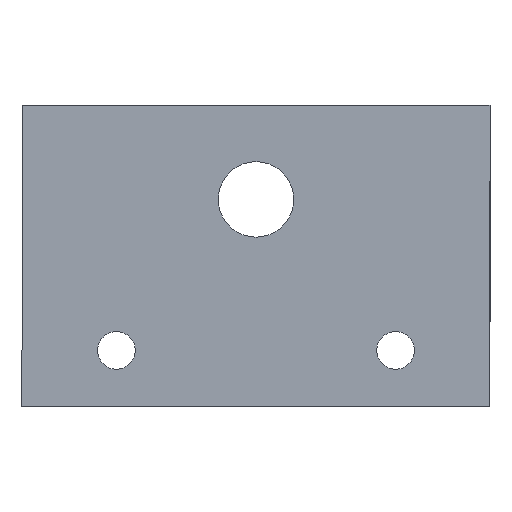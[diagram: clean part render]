
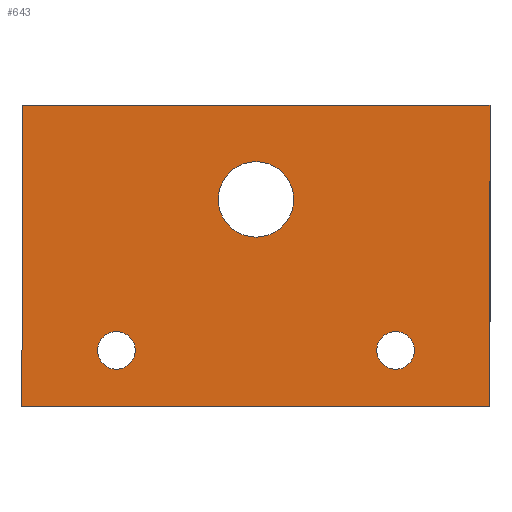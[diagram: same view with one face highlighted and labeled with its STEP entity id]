
A CAD part, front view. The second image highlights one B-rep face of the part: STEP entity #643.
In plain terms, the highlighted planar face has unit normal (0, -1, 0).
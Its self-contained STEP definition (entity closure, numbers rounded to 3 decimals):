
#25=FACE_BOUND('',#107,.T.);
#26=FACE_BOUND('',#108,.T.);
#27=FACE_BOUND('',#109,.T.);
#36=PLANE('',#698);
#70=FACE_OUTER_BOUND('',#106,.T.);
#106=EDGE_LOOP('',(#469,#470,#471,#472));
#107=EDGE_LOOP('',(#473));
#108=EDGE_LOOP('',(#474));
#109=EDGE_LOOP('',(#475));
#153=LINE('',#920,#234);
#154=LINE('',#922,#235);
#155=LINE('',#924,#236);
#156=LINE('',#925,#237);
#234=VECTOR('',#751,10.);
#235=VECTOR('',#752,10.);
#236=VECTOR('',#753,10.);
#237=VECTOR('',#754,10.);
#315=CIRCLE('',#697,1.);
#316=CIRCLE('',#699,0.5);
#317=CIRCLE('',#700,0.5);
#321=VERTEX_POINT('',#914);
#322=VERTEX_POINT('',#918);
#323=VERTEX_POINT('',#919);
#324=VERTEX_POINT('',#921);
#325=VERTEX_POINT('',#923);
#326=VERTEX_POINT('',#926);
#327=VERTEX_POINT('',#928);
#380=EDGE_CURVE('',#321,#321,#315,.T.);
#381=EDGE_CURVE('',#322,#323,#153,.T.);
#382=EDGE_CURVE('',#323,#324,#154,.T.);
#383=EDGE_CURVE('',#324,#325,#155,.T.);
#384=EDGE_CURVE('',#322,#325,#156,.T.);
#385=EDGE_CURVE('',#326,#326,#316,.T.);
#386=EDGE_CURVE('',#327,#327,#317,.T.);
#469=ORIENTED_EDGE('',*,*,#381,.T.);
#470=ORIENTED_EDGE('',*,*,#382,.T.);
#471=ORIENTED_EDGE('',*,*,#383,.T.);
#472=ORIENTED_EDGE('',*,*,#384,.F.);
#473=ORIENTED_EDGE('',*,*,#380,.T.);
#474=ORIENTED_EDGE('',*,*,#385,.T.);
#475=ORIENTED_EDGE('',*,*,#386,.T.);
#643=ADVANCED_FACE('',(#70,#25,#26,#27),#36,.F.);
#697=AXIS2_PLACEMENT_3D('',#916,#747,#748);
#698=AXIS2_PLACEMENT_3D('',#917,#749,#750);
#699=AXIS2_PLACEMENT_3D('',#927,#755,#756);
#700=AXIS2_PLACEMENT_3D('',#929,#757,#758);
#747=DIRECTION('center_axis',(0.,1.,0.));
#748=DIRECTION('ref_axis',(-1.,0.,0.));
#749=DIRECTION('center_axis',(0.,1.,0.));
#750=DIRECTION('ref_axis',(-1.,0.,0.));
#751=DIRECTION('',(0.,0.,-1.));
#752=DIRECTION('',(1.,0.,0.));
#753=DIRECTION('',(0.,0.,1.));
#754=DIRECTION('',(1.,0.,0.));
#755=DIRECTION('center_axis',(0.,1.,0.));
#756=DIRECTION('ref_axis',(-1.,0.,0.));
#757=DIRECTION('center_axis',(0.,1.,0.));
#758=DIRECTION('ref_axis',(-1.,0.,0.));
#914=CARTESIAN_POINT('',(7.2,0.,2.5));
#916=CARTESIAN_POINT('Origin',(6.2,0.,2.5));
#917=CARTESIAN_POINT('Origin',(6.2,0.,2.5));
#918=CARTESIAN_POINT('',(0.,0.,8.));
#919=CARTESIAN_POINT('',(0.,0.,0.));
#920=CARTESIAN_POINT('',(0.,0.,5.));
#921=CARTESIAN_POINT('',(12.4,0.,0.));
#922=CARTESIAN_POINT('',(0.,0.,0.));
#923=CARTESIAN_POINT('',(12.4,0.,8.));
#924=CARTESIAN_POINT('',(12.4,0.,5.));
#925=CARTESIAN_POINT('',(0.,0.,8.));
#926=CARTESIAN_POINT('',(3.,0.,6.5));
#927=CARTESIAN_POINT('Origin',(2.5,0.,6.5));
#928=CARTESIAN_POINT('',(10.4,0.,6.5));
#929=CARTESIAN_POINT('Origin',(9.9,0.,6.5));
